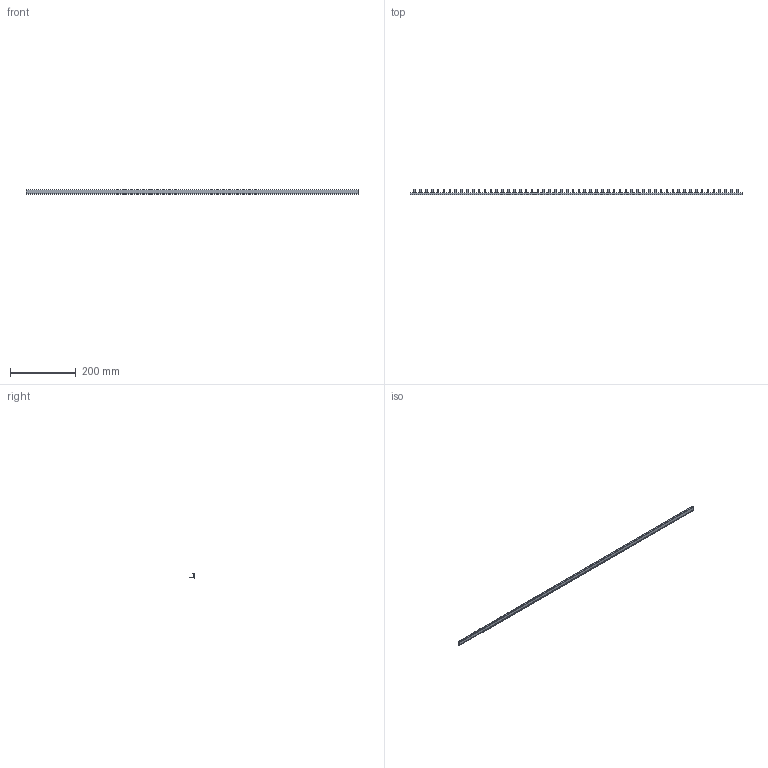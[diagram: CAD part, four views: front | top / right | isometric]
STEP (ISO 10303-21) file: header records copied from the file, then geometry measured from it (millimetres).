
FILE_DESCRIPTION(('Creo Elements/Direct Modeling STEP Export'),'2;1');
FILE_NAME('model.stp','2018-02-13T10:42:44',(''),(''),'Creo Elements/Direct Modeling STEP processor for AP214 (Solid Model)','Creo Elements/Direct Modeling 18.1I 14-Aug-2016 (C) Parametric Technology GmbH','');
FILE_SCHEMA(('AUTOMOTIVE_DESIGN { 1 0 10303 214 1 1 1 1 }'));
Length unit declared in the file: millimetre
Products named in the file (2): EB_56_18-select
Assembly tree (1 placements, depth 2):
  EB_56_18-select
    EB_56_18-select
Bounding box: 1007 x 16.5 x 14.7 mm (x, y, z)
Volume: 44207.3 mm3; surface area: 76805.2 mm2
Topology: 1 solids, 1 shells, 468 faces, 1563 edges, 1042 vertices
Faces by surface type: plane 295, cylinder 173
Entity records: 19611 total; most frequent: ORIENTED_EDGE 3126, CARTESIAN_POINT 2750, DIRECTION 2409, EDGE_CURVE 1563, VERTEX_POINT 1042, VECTOR 1007, LINE 1007, AXIS2_PLACEMENT_3D 701
